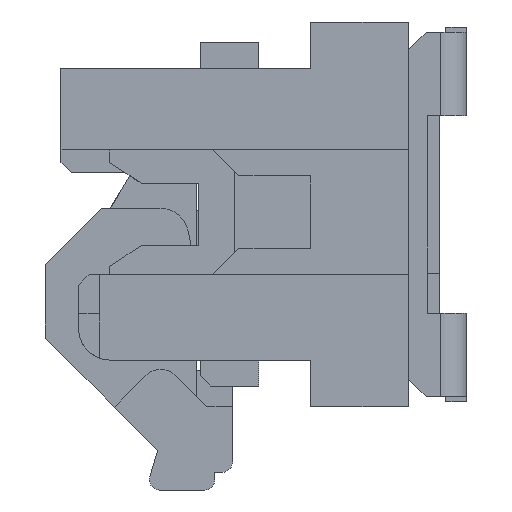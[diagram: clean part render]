
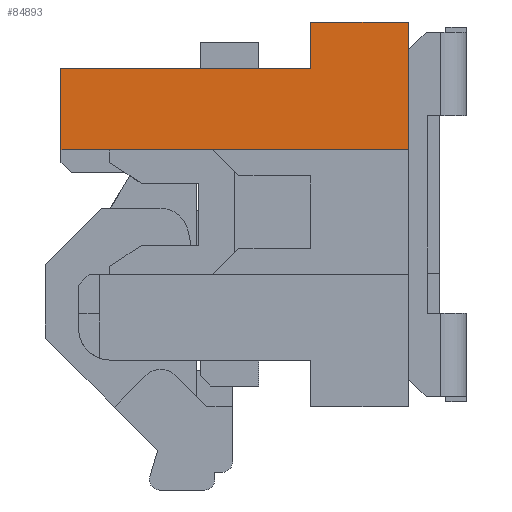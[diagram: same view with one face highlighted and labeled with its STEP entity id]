
A CAD part, left-side view. The second image highlights one B-rep face of the part: STEP entity #84893.
In plain terms, the highlighted planar face has unit normal (-1, 0, 0).
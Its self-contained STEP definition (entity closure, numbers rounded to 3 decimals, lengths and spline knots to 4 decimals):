
#2=DIRECTION('',(0.,0.,1.));
#3=VECTOR('',#2,0.78);
#4=CARTESIAN_POINT('',(-18.9,3.34,0.62));
#5=LINE('',#4,#3);
#6=DIRECTION('',(0.,-1.,0.));
#7=VECTOR('',#6,2.4);
#8=CARTESIAN_POINT('',(-18.9,3.34,1.4));
#9=LINE('',#8,#7);
#10=DIRECTION('',(0.,1.,0.));
#11=VECTOR('',#10,0.94);
#12=CARTESIAN_POINT('',(-18.9,0.,1.85));
#13=LINE('',#12,#11);
#14=DIRECTION('',(0.,0.,-1.));
#15=VECTOR('',#14,1.23);
#16=CARTESIAN_POINT('',(-18.9,0.,1.85));
#17=LINE('',#16,#15);
#35=DIRECTION('',(0.,-1.,0.));
#36=VECTOR('',#35,3.34);
#37=CARTESIAN_POINT('',(-18.9,3.34,0.62));
#38=LINE('',#37,#36);
#63946=DIRECTION('',(0.,0.,-1.));
#63947=VECTOR('',#63946,0.45);
#63948=CARTESIAN_POINT('',(-18.9,0.94,1.85));
#63949=LINE('',#63948,#63947);
#64050=CARTESIAN_POINT('',(-18.9,3.34,1.4));
#64052=VERTEX_POINT('',#64050);
#64063=CARTESIAN_POINT('',(-18.9,0.94,1.85));
#64065=VERTEX_POINT('',#64063);
#64074=CARTESIAN_POINT('',(-18.9,0.,1.85));
#64075=VERTEX_POINT('',#64074);
#64078=CARTESIAN_POINT('',(-18.9,0.94,1.4));
#64080=VERTEX_POINT('',#64078);
#64242=CARTESIAN_POINT('',(-18.9,3.34,0.62));
#64244=VERTEX_POINT('',#64242);
#64276=CARTESIAN_POINT('',(-18.9,0.,0.62));
#64277=VERTEX_POINT('',#64276);
#84874=CARTESIAN_POINT('',(-18.9,0.,0.));
#84875=DIRECTION('',(1.,0.,0.));
#84876=DIRECTION('',(0.,0.,-1.));
#84877=AXIS2_PLACEMENT_3D('',#84874,#84875,#84876);
#84878=PLANE('',#84877);
#84880=ORIENTED_EDGE('',*,*,#84879,.F.);
#84882=ORIENTED_EDGE('',*,*,#84881,.T.);
#84884=ORIENTED_EDGE('',*,*,#84883,.T.);
#84886=ORIENTED_EDGE('',*,*,#84885,.F.);
#84888=ORIENTED_EDGE('',*,*,#84887,.F.);
#84890=ORIENTED_EDGE('',*,*,#84889,.T.);
#84891=EDGE_LOOP('',(#84880,#84882,#84884,#84886,#84888,#84890));
#84892=FACE_OUTER_BOUND('',#84891,.F.);
#84893=ADVANCED_FACE('',(#84892),#84878,.F.);
#84879=EDGE_CURVE('',#64244,#64277,#38,.T.);
#84881=EDGE_CURVE('',#64244,#64052,#5,.T.);
#84883=EDGE_CURVE('',#64052,#64080,#9,.T.);
#84885=EDGE_CURVE('',#64065,#64080,#63949,.T.);
#84887=EDGE_CURVE('',#64075,#64065,#13,.T.);
#84889=EDGE_CURVE('',#64075,#64277,#17,.T.);
